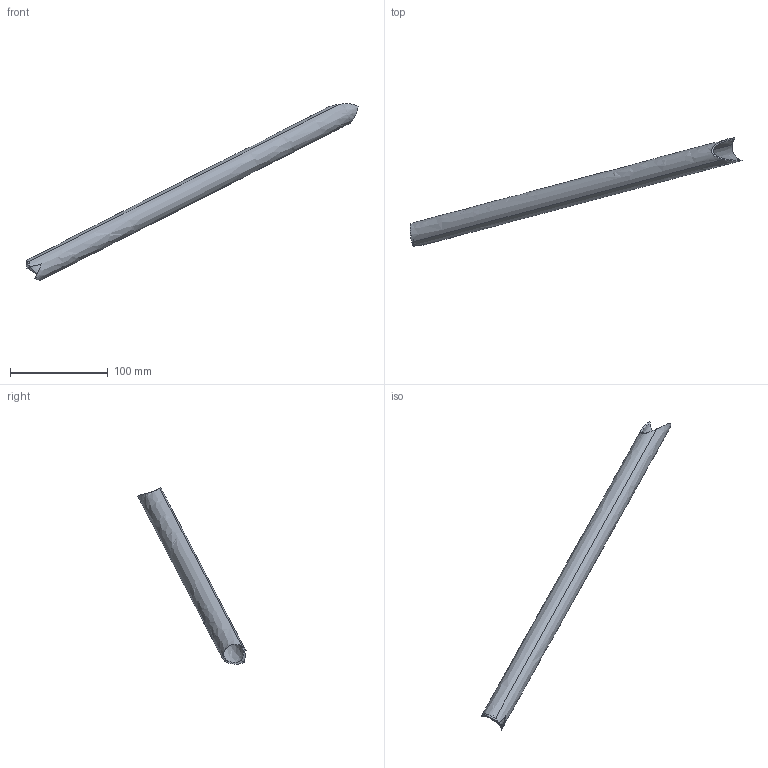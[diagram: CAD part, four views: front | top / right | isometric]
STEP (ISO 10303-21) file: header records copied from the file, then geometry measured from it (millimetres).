
FILE_DESCRIPTION(('CATIA V5 STEP Exchange'),'2;1');
FILE_NAME('6.stp','2018-12-01T17:23:06+00:00',('none'),('none'),'CATIA Version 5 Release 19 SP 2 (IN-10)','CATIA V5 STEP AP203','none');
FILE_SCHEMA(('CONFIG_CONTROL_DESIGN'));
Length unit declared in the file: millimetre
Products named in the file (1): Symmetry of Shape_721
Bounding box: 339.46 x 110.5 x 180.5 mm (x, y, z)
Volume: 40409.2 mm3; surface area: 54362.8 mm2
Topology: 1 solids, 1 shells, 16 faces, 46 edges, 30 vertices
Faces by surface type: cylinder 8, bspline 8
Entity records: 999 total; most frequent: CARTESIAN_POINT 671, ORIENTED_EDGE 92, EDGE_CURVE 46, B_SPLINE_CURVE_WITH_KNOTS 33, VERTEX_POINT 30, ADVANCED_FACE 16, EDGE_LOOP 16, FACE_OUTER_BOUND 16
